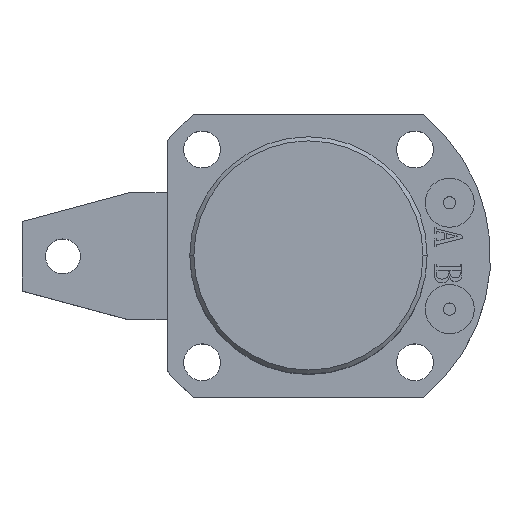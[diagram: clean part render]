
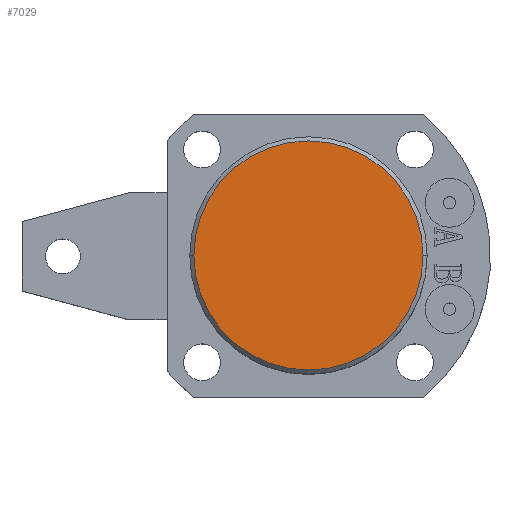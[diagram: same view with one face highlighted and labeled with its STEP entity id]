
A CAD part, top view. The second image highlights one B-rep face of the part: STEP entity #7029.
In plain terms, the highlighted planar face has unit normal (0, 0, 1).
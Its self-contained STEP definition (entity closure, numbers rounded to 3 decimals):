
#396 = CIRCLE ( 'NONE', #4013, 28. ) ;
#1157 = VERTEX_POINT ( 'NONE', #5299 ) ;
#1164 = VERTEX_POINT ( 'NONE', #5219 ) ;
#1227 = CARTESIAN_POINT ( 'NONE',  ( 0., 0., 90. ) ) ;
#1228 = DIRECTION ( 'NONE',  ( 0., 0., 1. ) ) ;
#1230 = DIRECTION ( 'NONE',  ( 1., 0., 0. ) ) ;
#1922 = CARTESIAN_POINT ( 'NONE',  ( 0., 0., 90. ) ) ;
#1924 = PLANE ( 'NONE',  #5528 ) ;
#1927 = DIRECTION ( 'NONE',  ( 0., 0., 1. ) ) ;
#1928 = DIRECTION ( 'NONE',  ( 1., 0., 0. ) ) ;
#3443 = ORIENTED_EDGE ( 'NONE', *, *, #4349, .T. ) ;
#3497 = ORIENTED_EDGE ( 'NONE', *, *, #6153, .T. ) ;
#3598 = EDGE_LOOP ( 'NONE', ( #3497, #3443 ) ) ;
#4013 = AXIS2_PLACEMENT_3D ( 'NONE', #1227, #1228, #1230 ) ;
#4071 = AXIS2_PLACEMENT_3D ( 'NONE', #4625, #4626, #4627 ) ;
#4349 = EDGE_CURVE ( 'NONE', #1157, #1164, #396, .T. ) ;
#4625 = CARTESIAN_POINT ( 'NONE',  ( 0., 0., 90. ) ) ;
#4626 = DIRECTION ( 'NONE',  ( 0., 0., 1. ) ) ;
#4627 = DIRECTION ( 'NONE',  ( 1., 0., 0. ) ) ;
#5219 = CARTESIAN_POINT ( 'NONE',  ( -28., 0., 90. ) ) ;
#5299 = CARTESIAN_POINT ( 'NONE',  ( 28., 0., 90. ) ) ;
#5528 = AXIS2_PLACEMENT_3D ( 'NONE', #1922, #1927, #1928 ) ;
#6153 = EDGE_CURVE ( 'NONE', #1164, #1157, #6687, .T. ) ;
#6412 = FACE_OUTER_BOUND ( 'NONE', #3598, .T. ) ;
#6687 = CIRCLE ( 'NONE', #4071, 28. ) ;
#7029 = ADVANCED_FACE ( 'NONE', ( #6412 ), #1924, .T. ) ;
